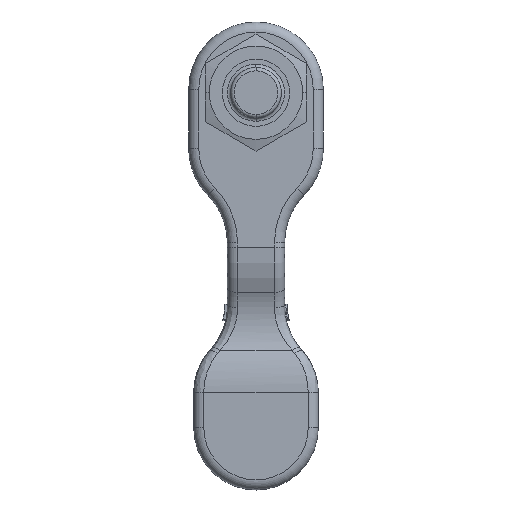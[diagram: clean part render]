
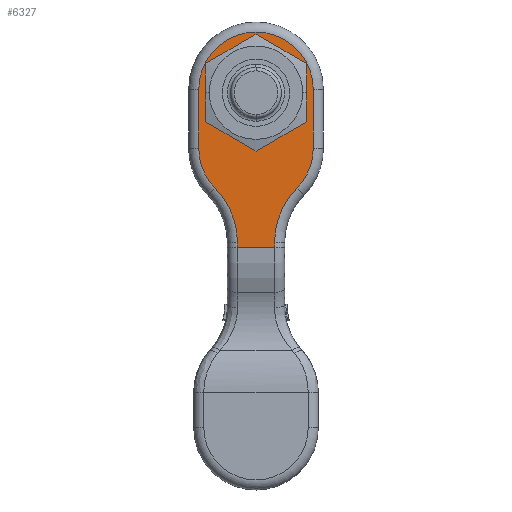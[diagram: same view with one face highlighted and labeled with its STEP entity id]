
A CAD part, left-side view. The second image highlights one B-rep face of the part: STEP entity #6327.
In plain terms, the highlighted planar face has unit normal (-1, 0, 0).
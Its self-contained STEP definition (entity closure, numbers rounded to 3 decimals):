
#850=DIRECTION('',(0.,0.,1.));
#851=VECTOR('',#850,1.433);
#852=CARTESIAN_POINT('',(-30.5,-5.5,72.));
#853=LINE('',#852,#851);
#854=DIRECTION('',(0.,1.,0.));
#855=VECTOR('',#854,11.);
#856=CARTESIAN_POINT('',(-30.5,-5.5,72.));
#857=LINE('',#856,#855);
#858=DIRECTION('',(0.,0.,-1.));
#859=VECTOR('',#858,1.433);
#860=CARTESIAN_POINT('',(-30.5,5.5,73.433));
#861=LINE('',#860,#859);
#862=CARTESIAN_POINT('',(-30.5,28.5,73.433));
#863=DIRECTION('',(1.,0.,0.));
#864=DIRECTION('',(0.,-0.712,0.702));
#865=AXIS2_PLACEMENT_3D('',#862,#863,#864);
#867=CARTESIAN_POINT('',(-30.5,0.,101.5));
#868=DIRECTION('',(-1.,0.,0.));
#869=DIRECTION('',(0.,1.,0.));
#870=AXIS2_PLACEMENT_3D('',#867,#868,#869);
#872=DIRECTION('',(0.,0.,-1.));
#873=VECTOR('',#872,17.5);
#874=CARTESIAN_POINT('',(-30.5,17.,119.));
#875=LINE('',#874,#873);
#876=CARTESIAN_POINT('',(-30.5,0.,119.));
#877=DIRECTION('',(-1.,0.,0.));
#878=DIRECTION('',(0.,-1.,0.));
#879=AXIS2_PLACEMENT_3D('',#876,#877,#878);
#881=DIRECTION('',(0.,0.,1.));
#882=VECTOR('',#881,17.5);
#883=CARTESIAN_POINT('',(-30.5,-17.,101.5));
#884=LINE('',#883,#882);
#885=CARTESIAN_POINT('',(-30.5,0.,101.5));
#886=DIRECTION('',(-1.,0.,0.));
#887=DIRECTION('',(0.,-0.713,-0.702));
#888=AXIS2_PLACEMENT_3D('',#885,#886,#887);
#890=CARTESIAN_POINT('',(-30.5,-28.5,73.433));
#891=DIRECTION('',(1.,0.,0.));
#892=DIRECTION('',(0.,1.,0.));
#893=AXIS2_PLACEMENT_3D('',#890,#891,#892);
#4337=CARTESIAN_POINT('',(-30.5,-5.5,72.));
#4338=VERTEX_POINT('',#4337);
#4341=CARTESIAN_POINT('',(-30.5,-5.5,73.433));
#4342=VERTEX_POINT('',#4341);
#4345=CARTESIAN_POINT('',(-30.5,-12.113,89.572));
#4346=VERTEX_POINT('',#4345);
#4349=CARTESIAN_POINT('',(-30.5,-17.,101.5));
#4350=VERTEX_POINT('',#4349);
#4353=CARTESIAN_POINT('',(-30.5,-17.,119.));
#4354=VERTEX_POINT('',#4353);
#4357=CARTESIAN_POINT('',(-30.5,17.,119.));
#4358=VERTEX_POINT('',#4357);
#4361=CARTESIAN_POINT('',(-30.5,17.,101.5));
#4362=VERTEX_POINT('',#4361);
#4365=CARTESIAN_POINT('',(-30.5,12.113,89.572));
#4366=VERTEX_POINT('',#4365);
#4369=CARTESIAN_POINT('',(-30.5,5.5,73.433));
#4370=VERTEX_POINT('',#4369);
#4373=CARTESIAN_POINT('',(-30.5,5.5,72.));
#4374=VERTEX_POINT('',#4373);
#6302=CARTESIAN_POINT('',(-30.5,-20.,72.));
#6303=DIRECTION('',(-1.,0.,0.));
#6304=DIRECTION('',(0.,0.,1.));
#6305=AXIS2_PLACEMENT_3D('',#6302,#6303,#6304);
#6306=PLANE('',#6305);
#6308=ORIENTED_EDGE('',*,*,#6307,.F.);
#6309=ORIENTED_EDGE('',*,*,#6257,.T.);
#6310=ORIENTED_EDGE('',*,*,#6293,.F.);
#6312=ORIENTED_EDGE('',*,*,#6311,.F.);
#6314=ORIENTED_EDGE('',*,*,#6313,.F.);
#6316=ORIENTED_EDGE('',*,*,#6315,.F.);
#6318=ORIENTED_EDGE('',*,*,#6317,.F.);
#6320=ORIENTED_EDGE('',*,*,#6319,.F.);
#6322=ORIENTED_EDGE('',*,*,#6321,.F.);
#6324=ORIENTED_EDGE('',*,*,#6323,.F.);
#6325=EDGE_LOOP('',(#6308,#6309,#6310,#6312,#6314,#6316,#6318,#6320,#6322,
#6324));
#6326=FACE_OUTER_BOUND('',#6325,.F.);
#6327=ADVANCED_FACE('',(#6326),#6306,.T.);
#866=CIRCLE('',#865,23.);
#871=CIRCLE('',#870,17.);
#880=CIRCLE('',#879,17.);
#889=CIRCLE('',#888,17.);
#894=CIRCLE('',#893,23.);
#6257=EDGE_CURVE('',#4338,#4374,#857,.T.);
#6293=EDGE_CURVE('',#4370,#4374,#861,.T.);
#6307=EDGE_CURVE('',#4338,#4342,#853,.T.);
#6311=EDGE_CURVE('',#4366,#4370,#866,.T.);
#6313=EDGE_CURVE('',#4362,#4366,#871,.T.);
#6315=EDGE_CURVE('',#4358,#4362,#875,.T.);
#6317=EDGE_CURVE('',#4354,#4358,#880,.T.);
#6319=EDGE_CURVE('',#4350,#4354,#884,.T.);
#6321=EDGE_CURVE('',#4346,#4350,#889,.T.);
#6323=EDGE_CURVE('',#4342,#4346,#894,.T.);
